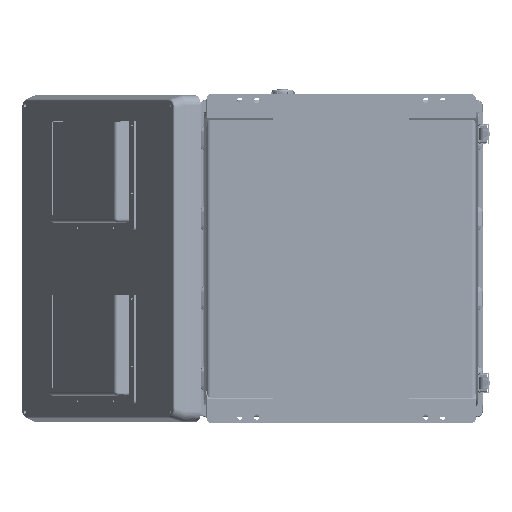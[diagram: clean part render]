
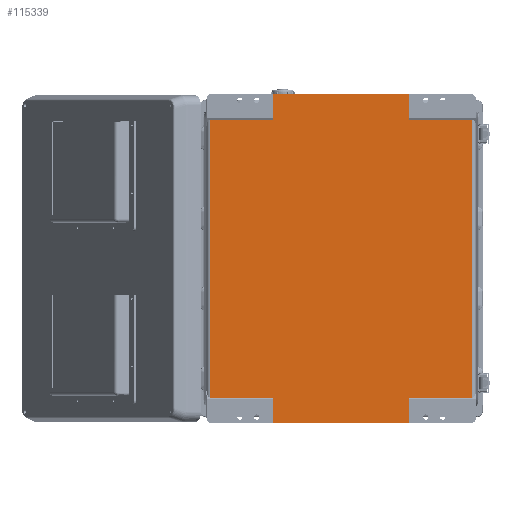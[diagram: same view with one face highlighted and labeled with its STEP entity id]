
A CAD part, front view. The second image highlights one B-rep face of the part: STEP entity #115339.
In plain terms, the highlighted planar face has unit normal (0, -1, 0).
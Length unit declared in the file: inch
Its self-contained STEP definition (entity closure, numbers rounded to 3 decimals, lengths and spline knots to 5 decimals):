
#442 = DIRECTION ( 'NONE',  ( -1., 0., 0. ) ) ;
#5244 = CARTESIAN_POINT ( 'NONE',  ( -8.11811, 0.05906, -17.96858 ) ) ;
#5945 = AXIS2_PLACEMENT_3D ( 'NONE', #68538, #69958, #14721 ) ;
#7344 = ORIENTED_EDGE ( 'NONE', *, *, #60733, .F. ) ;
#7710 = ORIENTED_EDGE ( 'NONE', *, *, #101304, .T. ) ;
#8828 = DIRECTION ( 'NONE',  ( 0., 0., 1. ) ) ;
#10044 = CARTESIAN_POINT ( 'NONE',  ( 8.11811, 0.05906, -19.48819 ) ) ;
#10488 = DIRECTION ( 'NONE',  ( 0., 0., -1. ) ) ;
#10749 = DIRECTION ( 'NONE',  ( -1., 0., 0. ) ) ;
#11138 = ORIENTED_EDGE ( 'NONE', *, *, #23221, .F. ) ;
#14721 = DIRECTION ( 'NONE',  ( 0., 0., 1. ) ) ;
#16010 = CARTESIAN_POINT ( 'NONE',  ( 7.73754, 0.05906, -1.51961 ) ) ;
#16803 = ORIENTED_EDGE ( 'NONE', *, *, #90988, .F. ) ;
#18072 = LINE ( 'NONE', #31141, #51745 ) ;
#18785 = DIRECTION ( 'NONE',  ( 0., 0., 1. ) ) ;
#20150 = VERTEX_POINT ( 'NONE', #95192 ) ;
#22931 = VECTOR ( 'NONE', #93185, 39.37008 ) ;
#23221 = EDGE_CURVE ( 'NONE', #60633, #77853, #34082, .T. ) ;
#26775 = EDGE_CURVE ( 'NONE', #77853, #66901, #120507, .T. ) ;
#27135 = VECTOR ( 'NONE', #442, 39.37008 ) ;
#28301 = CARTESIAN_POINT ( 'NONE',  ( 4.03163, 0.05906, -1.51961 ) ) ;
#29994 = EDGE_CURVE ( 'NONE', #100605, #53274, #40109, .T. ) ;
#31141 = CARTESIAN_POINT ( 'NONE',  ( 4.03163, 0.05906, 0.85787 ) ) ;
#31740 = LINE ( 'NONE', #109497, #117326 ) ;
#32616 = DIRECTION ( 'NONE',  ( 1., 0., 0. ) ) ;
#33582 = CARTESIAN_POINT ( 'NONE',  ( 4.03163, 0.05906, -19.48819 ) ) ;
#34082 = LINE ( 'NONE', #42813, #126295 ) ;
#36702 = ORIENTED_EDGE ( 'NONE', *, *, #26775, .F. ) ;
#39376 = CARTESIAN_POINT ( 'NONE',  ( -4.03163, 0.05906, -19.48819 ) ) ;
#40109 = LINE ( 'NONE', #5244, #22931 ) ;
#42813 = CARTESIAN_POINT ( 'NONE',  ( 4.03163, 0.05906, -20.34606 ) ) ;
#47824 = CARTESIAN_POINT ( 'NONE',  ( 7.73754, 0.05906, -17.96858 ) ) ;
#50027 = VECTOR ( 'NONE', #10749, 39.37008 ) ;
#50391 = VERTEX_POINT ( 'NONE', #143816 ) ;
#51745 = VECTOR ( 'NONE', #18785, 39.37008 ) ;
#52868 = CARTESIAN_POINT ( 'NONE',  ( -4.03163, 0.05906, -1.51961 ) ) ;
#52916 = CARTESIAN_POINT ( 'NONE',  ( -7.73754, 0.05906, -1.51961 ) ) ;
#53274 = VERTEX_POINT ( 'NONE', #57901 ) ;
#54267 = DIRECTION ( 'NONE',  ( -1., 0., 0. ) ) ;
#57901 = CARTESIAN_POINT ( 'NONE',  ( -4.03163, 0.05906, -17.96858 ) ) ;
#59365 = VERTEX_POINT ( 'NONE', #47824 ) ;
#60633 = VERTEX_POINT ( 'NONE', #99282 ) ;
#60733 = EDGE_CURVE ( 'NONE', #59365, #60633, #100757, .T. ) ;
#66901 = VERTEX_POINT ( 'NONE', #39376 ) ;
#67139 = VECTOR ( 'NONE', #104622, 39.37008 ) ;
#67513 = LINE ( 'NONE', #132908, #77466 ) ;
#68538 = CARTESIAN_POINT ( 'NONE',  ( 8.11811, 0.05906, -1.51961 ) ) ;
#69958 = DIRECTION ( 'NONE',  ( 0., 1., 0. ) ) ;
#71798 = LINE ( 'NONE', #103792, #87328 ) ;
#72611 = LINE ( 'NONE', #52916, #79686 ) ;
#73545 = LINE ( 'NONE', #86572, #85555 ) ;
#75297 = EDGE_CURVE ( 'NONE', #117037, #119425, #18072, .T. ) ;
#75315 = EDGE_CURVE ( 'NONE', #100605, #20150, #72611, .T. ) ;
#75514 = ORIENTED_EDGE ( 'NONE', *, *, #88329, .T. ) ;
#75546 = DIRECTION ( 'NONE',  ( 0., 0., -1. ) ) ;
#77466 = VECTOR ( 'NONE', #32616, 39.37008 ) ;
#77853 = VERTEX_POINT ( 'NONE', #33582 ) ;
#79686 = VECTOR ( 'NONE', #106026, 39.37008 ) ;
#81485 = ORIENTED_EDGE ( 'NONE', *, *, #75315, .F. ) ;
#85555 = VECTOR ( 'NONE', #8828, 39.37008 ) ;
#86572 = CARTESIAN_POINT ( 'NONE',  ( 7.73754, 0.05906, -1.51961 ) ) ;
#86739 = ORIENTED_EDGE ( 'NONE', *, *, #75297, .T. ) ;
#87214 = VERTEX_POINT ( 'NONE', #52868 ) ;
#87328 = VECTOR ( 'NONE', #117528, 39.37008 ) ;
#88329 = EDGE_CURVE ( 'NONE', #133492, #117037, #31740, .T. ) ;
#89913 = EDGE_LOOP ( 'NONE', ( #81485, #108657, #7710, #36702, #11138, #7344, #142112, #75514, #86739, #122581, #16803, #136226 ) ) ;
#90988 = EDGE_CURVE ( 'NONE', #87214, #50391, #71798, .T. ) ;
#93185 = DIRECTION ( 'NONE',  ( 1., 0., 0. ) ) ;
#94929 = CARTESIAN_POINT ( 'NONE',  ( 4.03163, 0.05906, 0. ) ) ;
#95192 = CARTESIAN_POINT ( 'NONE',  ( -7.73754, 0.05906, -1.51961 ) ) ;
#99282 = CARTESIAN_POINT ( 'NONE',  ( 4.03163, 0.05906, -17.96858 ) ) ;
#100605 = VERTEX_POINT ( 'NONE', #141822 ) ;
#100757 = LINE ( 'NONE', #102176, #27135 ) ;
#101304 = EDGE_CURVE ( 'NONE', #53274, #66901, #109335, .T. ) ;
#102176 = CARTESIAN_POINT ( 'NONE',  ( 8.11811, 0.05906, -17.96858 ) ) ;
#103792 = CARTESIAN_POINT ( 'NONE',  ( -4.03163, 0.05906, 0.85787 ) ) ;
#104622 = DIRECTION ( 'NONE',  ( -1., 0., 0. ) ) ;
#106026 = DIRECTION ( 'NONE',  ( 0., 0., 1. ) ) ;
#108657 = ORIENTED_EDGE ( 'NONE', *, *, #29994, .T. ) ;
#109335 = LINE ( 'NONE', #133307, #116857 ) ;
#109497 = CARTESIAN_POINT ( 'NONE',  ( 8.11811, 0.05906, -1.51961 ) ) ;
#113572 = FACE_OUTER_BOUND ( 'NONE', #89913, .T. ) ;
#114292 = PLANE ( 'NONE',  #5945 ) ;
#115339 = ADVANCED_FACE ( 'NONE', ( #113572 ), #114292, .F. ) ;
#116857 = VECTOR ( 'NONE', #10488, 39.37008 ) ;
#117037 = VERTEX_POINT ( 'NONE', #28301 ) ;
#117326 = VECTOR ( 'NONE', #54267, 39.37008 ) ;
#117528 = DIRECTION ( 'NONE',  ( 0., 0., 1. ) ) ;
#119425 = VERTEX_POINT ( 'NONE', #94929 ) ;
#120388 = EDGE_CURVE ( 'NONE', #59365, #133492, #73545, .T. ) ;
#120507 = LINE ( 'NONE', #10044, #50027 ) ;
#120642 = EDGE_CURVE ( 'NONE', #119425, #50391, #126459, .T. ) ;
#122581 = ORIENTED_EDGE ( 'NONE', *, *, #120642, .T. ) ;
#124345 = CARTESIAN_POINT ( 'NONE',  ( 8.11811, 0.05906, 0. ) ) ;
#126295 = VECTOR ( 'NONE', #75546, 39.37008 ) ;
#126459 = LINE ( 'NONE', #124345, #67139 ) ;
#132908 = CARTESIAN_POINT ( 'NONE',  ( -8.11811, 0.05906, -1.51961 ) ) ;
#133307 = CARTESIAN_POINT ( 'NONE',  ( -4.03163, 0.05906, -20.34606 ) ) ;
#133492 = VERTEX_POINT ( 'NONE', #16010 ) ;
#136226 = ORIENTED_EDGE ( 'NONE', *, *, #142107, .F. ) ;
#141822 = CARTESIAN_POINT ( 'NONE',  ( -7.73754, 0.05906, -17.96858 ) ) ;
#142107 = EDGE_CURVE ( 'NONE', #20150, #87214, #67513, .T. ) ;
#142112 = ORIENTED_EDGE ( 'NONE', *, *, #120388, .T. ) ;
#143816 = CARTESIAN_POINT ( 'NONE',  ( -4.03163, 0.05906, 0. ) ) ;
